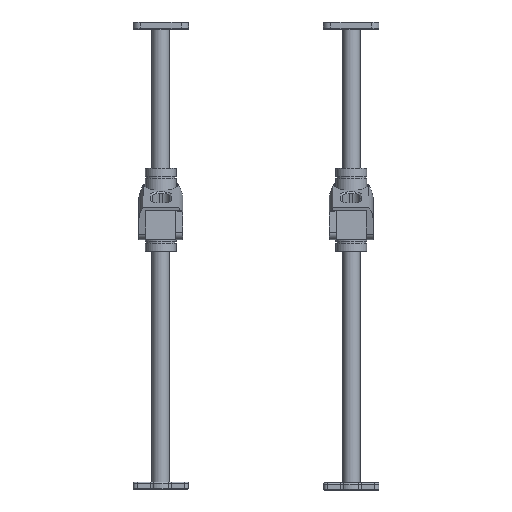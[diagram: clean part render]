
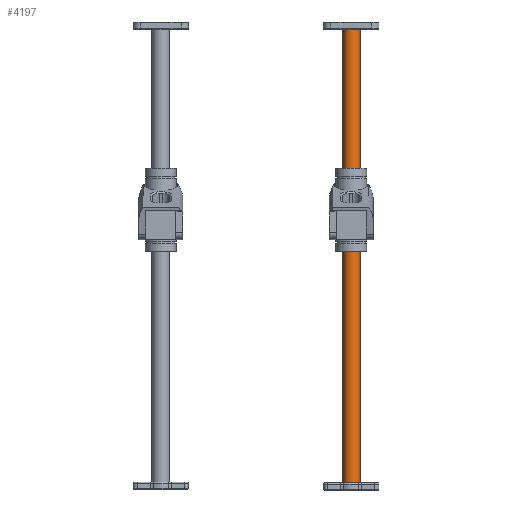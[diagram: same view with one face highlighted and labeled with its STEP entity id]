
A CAD part, front view. The second image highlights one B-rep face of the part: STEP entity #4197.
In plain terms, the highlighted cylindrical face has radius 6 mm (diameter 12 mm), a full revolution.
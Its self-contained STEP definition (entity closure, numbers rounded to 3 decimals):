
#538=FACE_OUTER_BOUND('',#808,.T.);
#808=EDGE_LOOP('',(#3592,#3593,#3594,#3595));
#1149=LINE('',#7716,#1490);
#1490=VECTOR('',#5507,6.);
#1663=CIRCLE('',#4579,6.);
#1664=CIRCLE('',#4580,6.);
#2021=VERTEX_POINT('',#7713);
#2022=VERTEX_POINT('',#7715);
#2554=EDGE_CURVE('',#2021,#2021,#1663,.T.);
#2555=EDGE_CURVE('',#2021,#2022,#1149,.T.);
#2556=EDGE_CURVE('',#2022,#2022,#1664,.T.);
#3592=ORIENTED_EDGE('',*,*,#2554,.F.);
#3593=ORIENTED_EDGE('',*,*,#2555,.T.);
#3594=ORIENTED_EDGE('',*,*,#2556,.T.);
#3595=ORIENTED_EDGE('',*,*,#2555,.F.);
#4002=CYLINDRICAL_SURFACE('',#4578,6.);
#4197=ADVANCED_FACE('',(#538),#4002,.T.);
#4578=AXIS2_PLACEMENT_3D('',#7712,#5503,#5504);
#4579=AXIS2_PLACEMENT_3D('',#7714,#5505,#5506);
#4580=AXIS2_PLACEMENT_3D('',#7717,#5508,#5509);
#5503=DIRECTION('center_axis',(0.,0.,1.));
#5504=DIRECTION('ref_axis',(1.,0.,0.));
#5505=DIRECTION('center_axis',(0.,0.,1.));
#5506=DIRECTION('ref_axis',(1.,0.,0.));
#5507=DIRECTION('',(0.,0.,-1.));
#5508=DIRECTION('center_axis',(0.,0.,1.));
#5509=DIRECTION('ref_axis',(1.,0.,0.));
#7712=CARTESIAN_POINT('Origin',(0.,0.,0.));
#7713=CARTESIAN_POINT('',(-6.,0.,320.));
#7714=CARTESIAN_POINT('Origin',(0.,0.,320.));
#7715=CARTESIAN_POINT('',(-6.,0.,0.));
#7716=CARTESIAN_POINT('',(-6.,0.,0.));
#7717=CARTESIAN_POINT('Origin',(0.,0.,0.));
